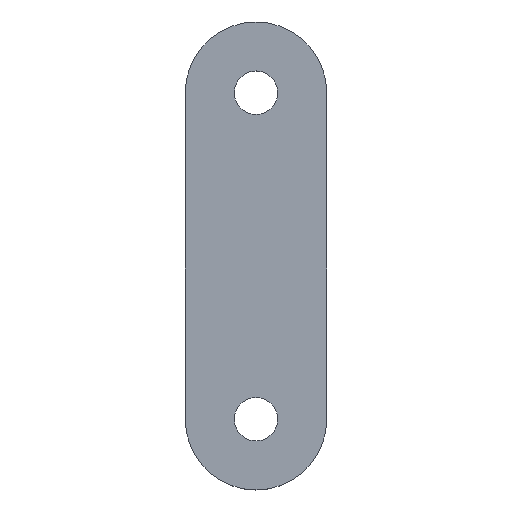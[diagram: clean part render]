
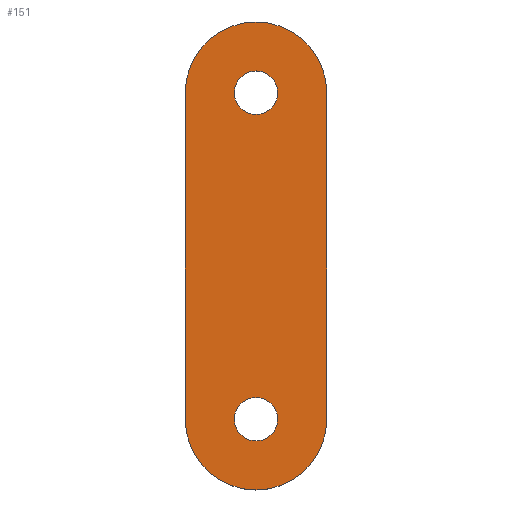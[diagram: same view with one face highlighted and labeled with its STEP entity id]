
A CAD part, top view. The second image highlights one B-rep face of the part: STEP entity #151.
In plain terms, the highlighted planar face has unit normal (0, 0, 1).
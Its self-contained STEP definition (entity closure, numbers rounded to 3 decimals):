
#7 = ORIENTED_EDGE ( 'NONE', *, *, #15, .F. ) ;
#10 = ORIENTED_EDGE ( 'NONE', *, *, #167, .T. ) ;
#15 = EDGE_CURVE ( 'NONE', #171, #183, #204, .T. ) ;
#24 = CIRCLE ( 'NONE', #200, 20. ) ;
#27 = DIRECTION ( 'NONE',  ( 1., 0., 0. ) ) ;
#30 = DIRECTION ( 'NONE',  ( 1., 0., 0. ) ) ;
#35 = CARTESIAN_POINT ( 'NONE',  ( 20., 300., 20. ) ) ;
#47 = EDGE_CURVE ( 'NONE', #329, #361, #290, .T. ) ;
#48 = FACE_BOUND ( 'NONE', #149, .T. ) ;
#54 = VECTOR ( 'NONE', #58, 1000. ) ;
#55 = CARTESIAN_POINT ( 'NONE',  ( 65., 300., 20. ) ) ;
#58 = DIRECTION ( 'NONE',  ( 0., 1., 0. ) ) ;
#63 = CARTESIAN_POINT ( 'NONE',  ( -65., 0., 20. ) ) ;
#64 = ORIENTED_EDGE ( 'NONE', *, *, #313, .T. ) ;
#68 = AXIS2_PLACEMENT_3D ( 'NONE', #256, #134, #292 ) ;
#74 = DIRECTION ( 'NONE',  ( 0., 0., 1. ) ) ;
#76 = CARTESIAN_POINT ( 'NONE',  ( 0., 0., 20. ) ) ;
#87 = VERTEX_POINT ( 'NONE', #173 ) ;
#89 = DIRECTION ( 'NONE',  ( 0., 0., 1. ) ) ;
#91 = AXIS2_PLACEMENT_3D ( 'NONE', #260, #74, #234 ) ;
#96 = EDGE_LOOP ( 'NONE', ( #10, #64, #293, #98 ) ) ;
#98 = ORIENTED_EDGE ( 'NONE', *, *, #254, .T. ) ;
#119 = CARTESIAN_POINT ( 'NONE',  ( 0., 300., 20. ) ) ;
#133 = CIRCLE ( 'NONE', #68, 65. ) ;
#134 = DIRECTION ( 'NONE',  ( 0., 0., 1. ) ) ;
#137 = CARTESIAN_POINT ( 'NONE',  ( -65., 0., 20. ) ) ;
#140 = DIRECTION ( 'NONE',  ( 1., 0., 0. ) ) ;
#143 = CARTESIAN_POINT ( 'NONE',  ( 65., 0., 20. ) ) ;
#144 = VERTEX_POINT ( 'NONE', #137 ) ;
#149 = EDGE_LOOP ( 'NONE', ( #7, #248 ) ) ;
#150 = CARTESIAN_POINT ( 'NONE',  ( -20., 300., 20. ) ) ;
#151 = ADVANCED_FACE ( 'NONE', ( #48, #321, #324 ), #166, .T. ) ;
#158 = EDGE_CURVE ( 'NONE', #361, #329, #189, .T. ) ;
#166 = PLANE ( 'NONE',  #91 ) ;
#167 = EDGE_CURVE ( 'NONE', #144, #237, #133, .T. ) ;
#171 = VERTEX_POINT ( 'NONE', #259 ) ;
#173 = CARTESIAN_POINT ( 'NONE',  ( -65., 300., 20. ) ) ;
#182 = CARTESIAN_POINT ( 'NONE',  ( 65., 0., 20. ) ) ;
#183 = VERTEX_POINT ( 'NONE', #261 ) ;
#188 = AXIS2_PLACEMENT_3D ( 'NONE', #249, #89, #305 ) ;
#189 = CIRCLE ( 'NONE', #316, 20. ) ;
#198 = EDGE_CURVE ( 'NONE', #183, #171, #24, .T. ) ;
#199 = DIRECTION ( 'NONE',  ( 0., 0., 1. ) ) ;
#200 = AXIS2_PLACEMENT_3D ( 'NONE', #76, #199, #140 ) ;
#204 = CIRCLE ( 'NONE', #188, 20. ) ;
#211 = ORIENTED_EDGE ( 'NONE', *, *, #47, .F. ) ;
#212 = LINE ( 'NONE', #182, #54 ) ;
#231 = VECTOR ( 'NONE', #268, 1000. ) ;
#234 = DIRECTION ( 'NONE',  ( 1., 0., 0. ) ) ;
#237 = VERTEX_POINT ( 'NONE', #143 ) ;
#248 = ORIENTED_EDGE ( 'NONE', *, *, #198, .F. ) ;
#249 = CARTESIAN_POINT ( 'NONE',  ( 0., 0., 20. ) ) ;
#254 = EDGE_CURVE ( 'NONE', #87, #144, #265, .T. ) ;
#256 = CARTESIAN_POINT ( 'NONE',  ( 0., 0., 20. ) ) ;
#259 = CARTESIAN_POINT ( 'NONE',  ( -20., 0., 20. ) ) ;
#260 = CARTESIAN_POINT ( 'NONE',  ( 0., 0., 20. ) ) ;
#261 = CARTESIAN_POINT ( 'NONE',  ( 20., 0., 20. ) ) ;
#265 = LINE ( 'NONE', #63, #231 ) ;
#266 = EDGE_CURVE ( 'NONE', #282, #87, #301, .T. ) ;
#268 = DIRECTION ( 'NONE',  ( 0., -1., 0. ) ) ;
#278 = DIRECTION ( 'NONE',  ( 0., 0., 1. ) ) ;
#282 = VERTEX_POINT ( 'NONE', #55 ) ;
#290 = CIRCLE ( 'NONE', #341, 20. ) ;
#292 = DIRECTION ( 'NONE',  ( 1., 0., 0. ) ) ;
#293 = ORIENTED_EDGE ( 'NONE', *, *, #266, .T. ) ;
#295 = AXIS2_PLACEMENT_3D ( 'NONE', #119, #382, #30 ) ;
#299 = EDGE_LOOP ( 'NONE', ( #325, #211 ) ) ;
#301 = CIRCLE ( 'NONE', #295, 65. ) ;
#305 = DIRECTION ( 'NONE',  ( 1., 0., 0. ) ) ;
#313 = EDGE_CURVE ( 'NONE', #237, #282, #212, .T. ) ;
#316 = AXIS2_PLACEMENT_3D ( 'NONE', #377, #350, #27 ) ;
#321 = FACE_OUTER_BOUND ( 'NONE', #96, .T. ) ;
#324 = FACE_BOUND ( 'NONE', #299, .T. ) ;
#325 = ORIENTED_EDGE ( 'NONE', *, *, #158, .F. ) ;
#329 = VERTEX_POINT ( 'NONE', #35 ) ;
#341 = AXIS2_PLACEMENT_3D ( 'NONE', #367, #278, #343 ) ;
#343 = DIRECTION ( 'NONE',  ( 1., 0., 0. ) ) ;
#350 = DIRECTION ( 'NONE',  ( 0., 0., 1. ) ) ;
#361 = VERTEX_POINT ( 'NONE', #150 ) ;
#367 = CARTESIAN_POINT ( 'NONE',  ( 0., 300., 20. ) ) ;
#377 = CARTESIAN_POINT ( 'NONE',  ( 0., 300., 20. ) ) ;
#382 = DIRECTION ( 'NONE',  ( 0., 0., 1. ) ) ;
